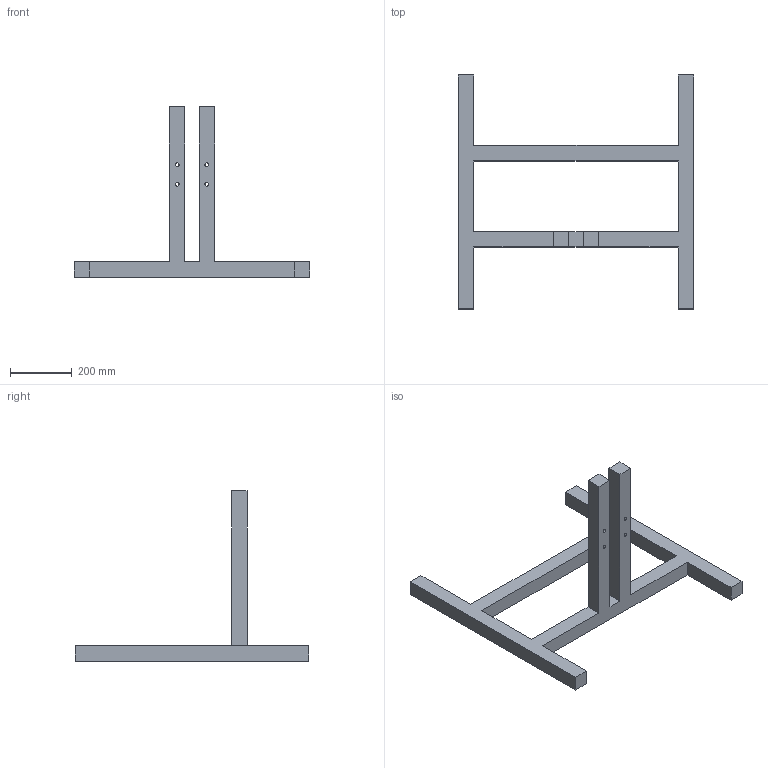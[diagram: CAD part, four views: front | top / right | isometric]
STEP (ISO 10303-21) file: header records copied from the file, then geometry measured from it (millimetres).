
FILE_DESCRIPTION (( 'STEP AP203' ), '1' );
FILE_NAME ('support_Default_sldprt.STEP', '2018-04-16T08:21:54', ( '' ), ( '' ), 'SwSTEP 2.0', 'SolidWorks 2016', '' );
FILE_SCHEMA (( 'CONFIG_CONTROL_DESIGN' ));
Length unit declared in the file: millimetre
Products named in the file (1): support_Default_sldprt
Bounding box: 760 x 755 x 550 mm (x, y, z)
Volume: 9552002 mm3; surface area: 772682.7 mm2
Topology: 1 solids, 1 shells, 33 faces, 96 edges, 64 vertices
Faces by surface type: plane 25, cylinder 8
Entity records: 1183 total; most frequent: CARTESIAN_POINT 194, ORIENTED_EDGE 192, DIRECTION 180, EDGE_CURVE 96, LINE 80, VECTOR 80, VERTEX_POINT 64, AXIS2_PLACEMENT_3D 50
